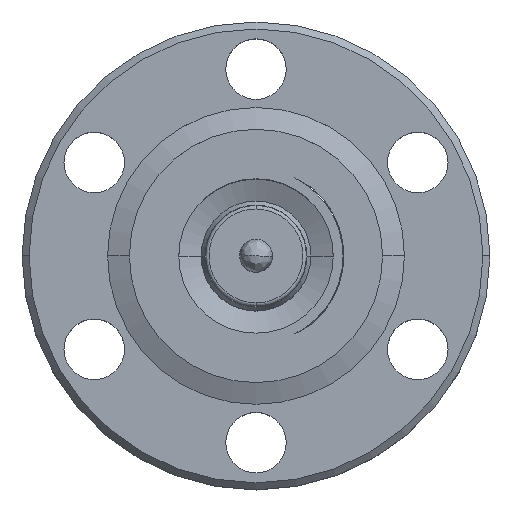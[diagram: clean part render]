
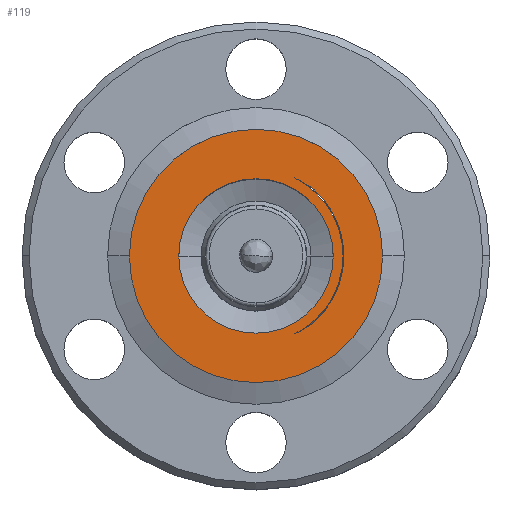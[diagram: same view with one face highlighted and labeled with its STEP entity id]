
A CAD part, top view. The second image highlights one B-rep face of the part: STEP entity #119.
In plain terms, the highlighted planar face has unit normal (0, 0, 1).
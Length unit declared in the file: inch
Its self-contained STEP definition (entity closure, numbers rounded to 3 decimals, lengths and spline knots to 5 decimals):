
#119 = ADVANCED_FACE ( 'NONE', ( #1541, #1536, #1540 ), #501, .T. ) ;
#279 = CARTESIAN_POINT ( 'NONE',  ( 0., 0., 1.17197 ) ) ;
#280 = DIRECTION ( 'NONE',  ( 0., 0., -1. ) ) ;
#281 = DIRECTION ( 'NONE',  ( -1., 0., 0. ) ) ;
#410 = CARTESIAN_POINT ( 'NONE',  ( 0., 0., 1.17197 ) ) ;
#499 = DIRECTION ( 'NONE',  ( 1., 0., 0. ) ) ;
#501 = PLANE ( 'NONE',  #3001 ) ;
#503 = CARTESIAN_POINT ( 'NONE',  ( 0.00234, -0.24749, 1.17197 ) ) ;
#505 = DIRECTION ( 'NONE',  ( 0., 0., 1. ) ) ;
#1079 = DIRECTION ( 'NONE',  ( -1., 0., 0. ) ) ;
#1080 = DIRECTION ( 'NONE',  ( 0., 0., 1. ) ) ;
#1131 = CARTESIAN_POINT ( 'NONE',  ( 0., 0., 1.17197 ) ) ;
#1132 = DIRECTION ( 'NONE',  ( 0., 0., 1. ) ) ;
#1133 = DIRECTION ( 'NONE',  ( -1., 0., 0. ) ) ;
#1175 = DIRECTION ( 'NONE',  ( -1., 0., 0. ) ) ;
#1176 = DIRECTION ( 'NONE',  ( 0., 0., -1. ) ) ;
#1177 = CARTESIAN_POINT ( 'NONE',  ( 0., 0., 1.17197 ) ) ;
#1217 = CIRCLE ( 'NONE', #2817, 0.24268 ) ;
#1219 = CIRCLE ( 'NONE', #2819, 0.2475 ) ;
#1221 = CIRCLE ( 'NONE', #2820, 0.24268 ) ;
#1224 = CIRCLE ( 'NONE', #2822, 0.2195 ) ;
#1225 = CIRCLE ( 'NONE', #2823, 0.36 ) ;
#1300 = CIRCLE ( 'NONE', #2890, 0.25 ) ;
#1485 = CIRCLE ( 'NONE', #2982, 0.36 ) ;
#1493 = CIRCLE ( 'NONE', #2985, 0.2195 ) ;
#1507 = CIRCLE ( 'NONE', #2988, 0.2475 ) ;
#1536 = FACE_OUTER_BOUND ( 'NONE', #2088, .T. ) ;
#1540 = FACE_BOUND ( 'NONE', #2096, .T. ) ;
#1541 = FACE_BOUND ( 'NONE', #2098, .T. ) ;
#1775 = EDGE_CURVE ( 'NONE', #3458, #3455, #1507, .T. ) ;
#1781 = EDGE_CURVE ( 'NONE', #3433, #3457, #1493, .T. ) ;
#1787 = EDGE_CURVE ( 'NONE', #3449, #3450, #1485, .T. ) ;
#1995 = CIRCLE ( 'NONE', #2807, 0.25 ) ;
#2088 = EDGE_LOOP ( 'NONE', ( #3584, #3586 ) ) ;
#2096 = EDGE_LOOP ( 'NONE', ( #3587, #3588, #3590, #3591, #3592, #3593 ) ) ;
#2098 = EDGE_LOOP ( 'NONE', ( #3582, #3583 ) ) ;
#2174 = VERTEX_POINT ( 'NONE', #3844 ) ;
#2224 = VERTEX_POINT ( 'NONE', #3894 ) ;
#2647 = CARTESIAN_POINT ( 'NONE',  ( 0.11022, -0.2216, 1.17197 ) ) ;
#2649 = CARTESIAN_POINT ( 'NONE',  ( 0.16529, 0.18756, 1.17197 ) ) ;
#2654 = CARTESIAN_POINT ( 'NONE',  ( 0.2195, 0., 1.17197 ) ) ;
#2670 = CARTESIAN_POINT ( 'NONE',  ( -0.36, 0., 1.17197 ) ) ;
#2671 = CARTESIAN_POINT ( 'NONE',  ( 0.36, 0., 1.17197 ) ) ;
#2676 = CARTESIAN_POINT ( 'NONE',  ( 0.11022, 0.2216, 1.17197 ) ) ;
#2678 = CARTESIAN_POINT ( 'NONE',  ( -0.2195, 0., 1.17197 ) ) ;
#2679 = CARTESIAN_POINT ( 'NONE',  ( 0.2475, 0., 1.17197 ) ) ;
#2807 = AXIS2_PLACEMENT_3D ( 'NONE', #3633, #3635, #3636 ) ;
#2817 = AXIS2_PLACEMENT_3D ( 'NONE', #4238, #4239, #4240 ) ;
#2819 = AXIS2_PLACEMENT_3D ( 'NONE', #4231, #4232, #4233 ) ;
#2820 = AXIS2_PLACEMENT_3D ( 'NONE', #4228, #4229, #4230 ) ;
#2822 = AXIS2_PLACEMENT_3D ( 'NONE', #4221, #4222, #4223 ) ;
#2823 = AXIS2_PLACEMENT_3D ( 'NONE', #4217, #4218, #4219 ) ;
#2890 = AXIS2_PLACEMENT_3D ( 'NONE', #279, #280, #281 ) ;
#2982 = AXIS2_PLACEMENT_3D ( 'NONE', #1131, #1132, #1133 ) ;
#2985 = AXIS2_PLACEMENT_3D ( 'NONE', #1177, #1176, #1175 ) ;
#2988 = AXIS2_PLACEMENT_3D ( 'NONE', #410, #1080, #1079 ) ;
#3001 = AXIS2_PLACEMENT_3D ( 'NONE', #503, #505, #499 ) ;
#3082 = EDGE_CURVE ( 'NONE', #2224, #2174, #1300, .T. ) ;
#3149 = EDGE_CURVE ( 'NONE', #3450, #3449, #1225, .T. ) ;
#3150 = EDGE_CURVE ( 'NONE', #3457, #3433, #1224, .T. ) ;
#3153 = EDGE_CURVE ( 'NONE', #2174, #3426, #1221, .T. ) ;
#3154 = EDGE_CURVE ( 'NONE', #3426, #3458, #1219, .T. ) ;
#3156 = EDGE_CURVE ( 'NONE', #3455, #3428, #1217, .T. ) ;
#3167 = EDGE_CURVE ( 'NONE', #3428, #2224, #1995, .T. ) ;
#3426 = VERTEX_POINT ( 'NONE', #2647 ) ;
#3428 = VERTEX_POINT ( 'NONE', #2649 ) ;
#3433 = VERTEX_POINT ( 'NONE', #2654 ) ;
#3449 = VERTEX_POINT ( 'NONE', #2670 ) ;
#3450 = VERTEX_POINT ( 'NONE', #2671 ) ;
#3455 = VERTEX_POINT ( 'NONE', #2676 ) ;
#3457 = VERTEX_POINT ( 'NONE', #2678 ) ;
#3458 = VERTEX_POINT ( 'NONE', #2679 ) ;
#3582 = ORIENTED_EDGE ( 'NONE', *, *, #3150, .T. ) ;
#3583 = ORIENTED_EDGE ( 'NONE', *, *, #1781, .T. ) ;
#3584 = ORIENTED_EDGE ( 'NONE', *, *, #1787, .T. ) ;
#3586 = ORIENTED_EDGE ( 'NONE', *, *, #3149, .T. ) ;
#3587 = ORIENTED_EDGE ( 'NONE', *, *, #3154, .T. ) ;
#3588 = ORIENTED_EDGE ( 'NONE', *, *, #1775, .T. ) ;
#3590 = ORIENTED_EDGE ( 'NONE', *, *, #3156, .T. ) ;
#3591 = ORIENTED_EDGE ( 'NONE', *, *, #3167, .T. ) ;
#3592 = ORIENTED_EDGE ( 'NONE', *, *, #3082, .T. ) ;
#3593 = ORIENTED_EDGE ( 'NONE', *, *, #3153, .T. ) ;
#3633 = CARTESIAN_POINT ( 'NONE',  ( 0., 0., 1.17197 ) ) ;
#3635 = DIRECTION ( 'NONE',  ( 0., 0., -1. ) ) ;
#3636 = DIRECTION ( 'NONE',  ( -1., 0., 0. ) ) ;
#3844 = CARTESIAN_POINT ( 'NONE',  ( 0.16529, -0.18756, 1.17197 ) ) ;
#3894 = CARTESIAN_POINT ( 'NONE',  ( 0.25, 0., 1.17197 ) ) ;
#4217 = CARTESIAN_POINT ( 'NONE',  ( 0., 0., 1.17197 ) ) ;
#4218 = DIRECTION ( 'NONE',  ( 0., 0., 1. ) ) ;
#4219 = DIRECTION ( 'NONE',  ( -1., 0., 0. ) ) ;
#4221 = CARTESIAN_POINT ( 'NONE',  ( 0., 0., 1.17197 ) ) ;
#4222 = DIRECTION ( 'NONE',  ( 0., 0., -1. ) ) ;
#4223 = DIRECTION ( 'NONE',  ( -1., 0., 0. ) ) ;
#4228 = CARTESIAN_POINT ( 'NONE',  ( 0.01129, 0., 1.17197 ) ) ;
#4229 = DIRECTION ( 'NONE',  ( 0., 0., -1. ) ) ;
#4230 = DIRECTION ( 'NONE',  ( 1., 0., 0. ) ) ;
#4231 = CARTESIAN_POINT ( 'NONE',  ( 0., 0., 1.17197 ) ) ;
#4232 = DIRECTION ( 'NONE',  ( 0., 0., 1. ) ) ;
#4233 = DIRECTION ( 'NONE',  ( -1., 0., 0. ) ) ;
#4238 = CARTESIAN_POINT ( 'NONE',  ( 0.01129, 0., 1.17197 ) ) ;
#4239 = DIRECTION ( 'NONE',  ( 0., 0., -1. ) ) ;
#4240 = DIRECTION ( 'NONE',  ( 1., 0., 0. ) ) ;
